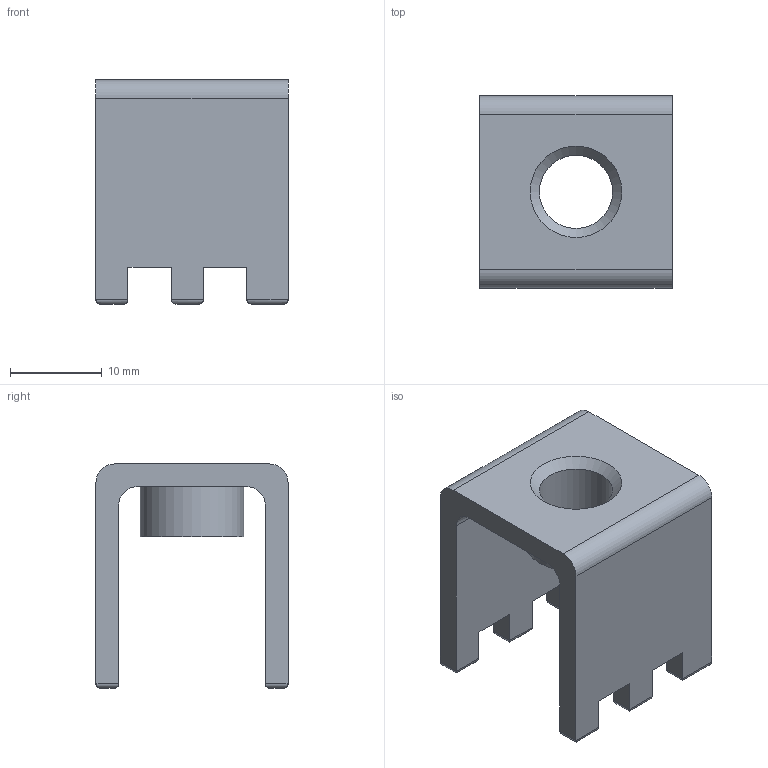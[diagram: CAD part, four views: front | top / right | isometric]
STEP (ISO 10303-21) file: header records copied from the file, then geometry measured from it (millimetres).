
FILE_DESCRIPTION(('FreeCAD Model'),'2;1');
FILE_NAME('Open CASCADE Shape Model','2025-09-17T11:24:49',(''),(''), 'Open CASCADE STEP processor 7.8','FreeCAD','Unknown');
FILE_SCHEMA(('AUTOMOTIVE_DESIGN { 1 0 10303 214 1 1 1 1 }'));
Length unit declared in the file: millimetre
Products named in the file (1): Body
Bounding box: 21 x 21 x 24.5 mm (x, y, z)
Volume: 3349.5 mm3; surface area: 3277.6 mm2
Topology: 1 solids, 1 shells, 58 faces, 140 edges, 85 vertices
Faces by surface type: cylinder 30, plane 27, cone 1
Full cylindrical faces by diameter (mm): 8 x1, 11.273 x1
Entity records: 1686 total; most frequent: DIRECTION 294, CARTESIAN_POINT 285, ORIENTED_EDGE 280, EDGE_CURVE 140, LINE 102, VECTOR 102, AXIS2_PLACEMENT_3D 96, VERTEX_POINT 85
